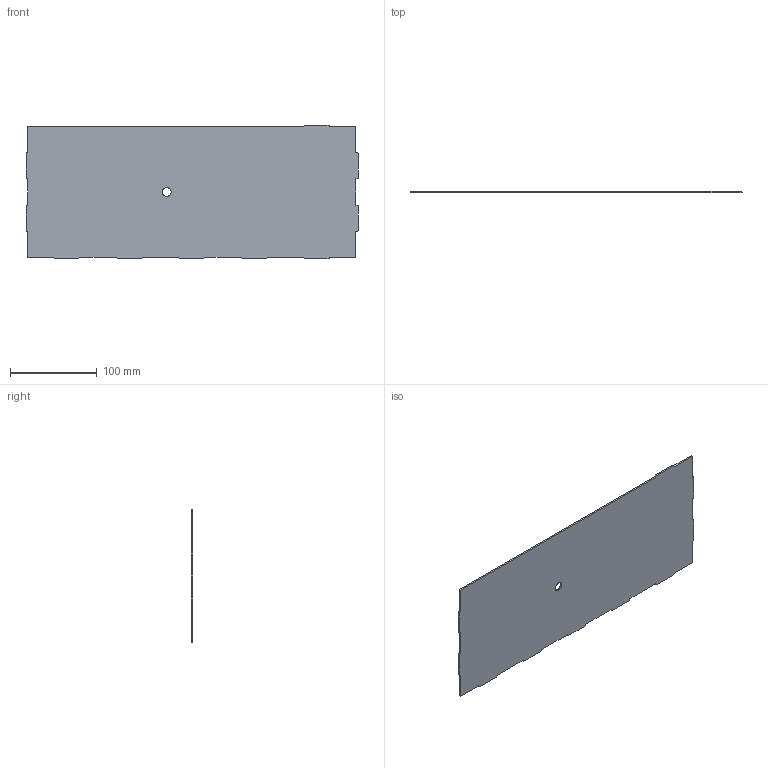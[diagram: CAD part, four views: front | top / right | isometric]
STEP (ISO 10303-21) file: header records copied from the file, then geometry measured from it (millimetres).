
FILE_DESCRIPTION (( 'STEP AP203' ), '1' );
FILE_NAME ('SHRPRO-V1 1420.03-A Elec box side_1.step', '2019-12-23T20:17:10', ( '' ), ( '' ), 'SwSTEP 2.0', 'SolidWorks 2018', '' );
FILE_SCHEMA (( 'CONFIG_CONTROL_DESIGN' ));
Length unit declared in the file: millimetre
Products named in the file (1): SHRPRO-V1 1420.03-A Elec box side_1
Bounding box: 382.38 x 2 x 154 mm (x, y, z)
Volume: 114431.6 mm3; surface area: 116669.6 mm2
Topology: 1 solids, 1 shells, 68 faces, 198 edges, 132 vertices
Faces by surface type: plane 66, cylinder 2
Entity records: 2267 total; most frequent: CARTESIAN_POINT 419, ORIENTED_EDGE 396, DIRECTION 320, EDGE_CURVE 198, VECTOR 174, LINE 174, VERTEX_POINT 132, AXIS2_PLACEMENT_3D 73
